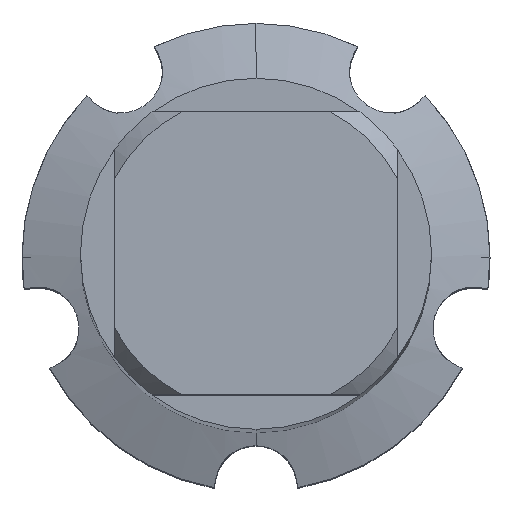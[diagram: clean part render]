
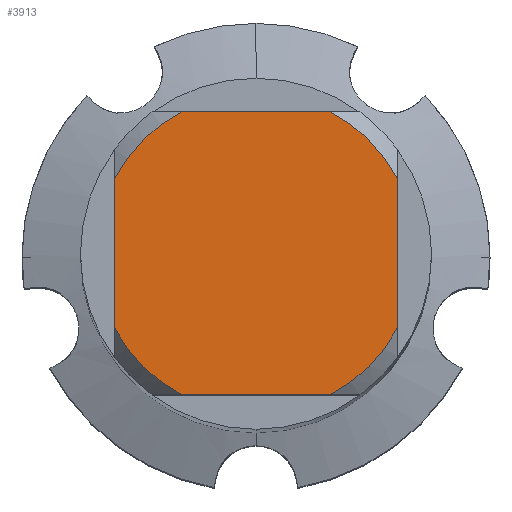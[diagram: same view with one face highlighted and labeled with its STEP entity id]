
A CAD part, top view. The second image highlights one B-rep face of the part: STEP entity #3913.
In plain terms, the highlighted planar face has unit normal (0, 0, 1).
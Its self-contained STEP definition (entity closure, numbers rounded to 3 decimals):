
#3601=VERTEX_POINT('',#9541);
#3913=ADVANCED_FACE('',(#9883),#9884,.T.);
#4149=EDGE_CURVE('',#7693,#7915,#10136,.T.);
#4355=EDGE_CURVE('',#7255,#6275,#10361,.T.);
#4437=VERTEX_POINT('',#10450);
#5029=EDGE_CURVE('',#7255,#4437,#11097,.T.);
#5539=EDGE_CURVE('',#7693,#6901,#11658,.T.);
#5573=EDGE_CURVE('',#6409,#4437,#11694,.T.);
#6275=VERTEX_POINT('',#12460);
#6409=VERTEX_POINT('',#12610);
#6785=EDGE_CURVE('',#6409,#7915,#13013,.T.);
#6901=VERTEX_POINT('',#13138);
#6945=EDGE_CURVE('',#3601,#6275,#13187,.T.);
#7255=VERTEX_POINT('',#13535);
#7649=EDGE_CURVE('',#3601,#6901,#13968,.T.);
#7693=VERTEX_POINT('',#14015);
#7915=VERTEX_POINT('',#14249);
#9541=CARTESIAN_POINT('',(7.25,-3.831,0.0));
#9883=FACE_OUTER_BOUND('',#17317,.T.);
#9884=PLANE('',#17318);
#10136=LINE('',#17909,#17910);
#10361=LINE('',#18266,#18267);
#10450=CARTESIAN_POINT('',(-7.25,-3.831,0.0));
#11097=CIRCLE('',#19746,8.2);
#11658=CIRCLE('',#20867,8.2);
#11694=LINE('',#20936,#20937);
#12460=CARTESIAN_POINT('',(3.831,-7.25,0.0));
#12610=CARTESIAN_POINT('',(-7.25,3.831,0.0));
#13013=CIRCLE('',#23725,8.2);
#13138=CARTESIAN_POINT('',(7.25,3.831,0.0));
#13187=CIRCLE('',#24203,8.2);
#13535=CARTESIAN_POINT('',(-3.831,-7.25,0.0));
#13968=LINE('',#25895,#25896);
#14015=CARTESIAN_POINT('',(3.831,7.25,0.0));
#14249=CARTESIAN_POINT('',(-3.831,7.25,0.0));
#17317=EDGE_LOOP('',(#29799,#29800,#29801,#29802,#29803,#29804,#29805,#29806));
#17318=AXIS2_PLACEMENT_3D('',#29807,#29808,#29809);
#17909=CARTESIAN_POINT('',(0.0,7.25,0.0));
#17910=VECTOR('',#30036,1.0);
#18266=CARTESIAN_POINT('',(0.0,-7.25,0.0));
#18267=VECTOR('',#30280,1.0);
#19746=AXIS2_PLACEMENT_3D('',#31232,#31233,#31234);
#20867=AXIS2_PLACEMENT_3D('',#31934,#31935,#31936);
#20936=CARTESIAN_POINT('',(-7.25,2.05,0.0));
#20937=VECTOR('',#31971,1.0);
#23725=AXIS2_PLACEMENT_3D('',#33438,#33439,#33440);
#24203=AXIS2_PLACEMENT_3D('',#33612,#33613,#33614);
#25895=CARTESIAN_POINT('',(7.25,2.05,0.0));
#25896=VECTOR('',#34603,1.0);
#29799=ORIENTED_EDGE('',*,*,#5573,.T.);
#29800=ORIENTED_EDGE('',*,*,#5029,.F.);
#29801=ORIENTED_EDGE('',*,*,#4355,.T.);
#29802=ORIENTED_EDGE('',*,*,#6945,.F.);
#29803=ORIENTED_EDGE('',*,*,#7649,.T.);
#29804=ORIENTED_EDGE('',*,*,#5539,.F.);
#29805=ORIENTED_EDGE('',*,*,#4149,.T.);
#29806=ORIENTED_EDGE('',*,*,#6785,.F.);
#29807=CARTESIAN_POINT('',(0.0,4.1,0.0));
#29808=DIRECTION('',(-0.0,0.0,1.0));
#29809=DIRECTION('',(0.0,-1.0,0.0));
#30036=DIRECTION('',(-1.0,0.0,0.0));
#30280=DIRECTION('',(1.0,0.0,0.0));
#31232=CARTESIAN_POINT('',(0.0,0.0,0.0));
#31233=DIRECTION('',(0.0,0.0,-1.0));
#31234=DIRECTION('',(0.0,1.0,0.0));
#31934=CARTESIAN_POINT('',(0.0,0.0,0.0));
#31935=DIRECTION('',(0.0,0.0,-1.0));
#31936=DIRECTION('',(0.0,1.0,0.0));
#31971=DIRECTION('',(-0.0,-1.0,0.0));
#33438=CARTESIAN_POINT('',(0.0,0.0,0.0));
#33439=DIRECTION('',(0.0,0.0,-1.0));
#33440=DIRECTION('',(0.0,1.0,0.0));
#33612=CARTESIAN_POINT('',(0.0,0.0,0.0));
#33613=DIRECTION('',(0.0,0.0,-1.0));
#33614=DIRECTION('',(0.0,1.0,0.0));
#34603=DIRECTION('',(-0.0,1.0,0.0));
